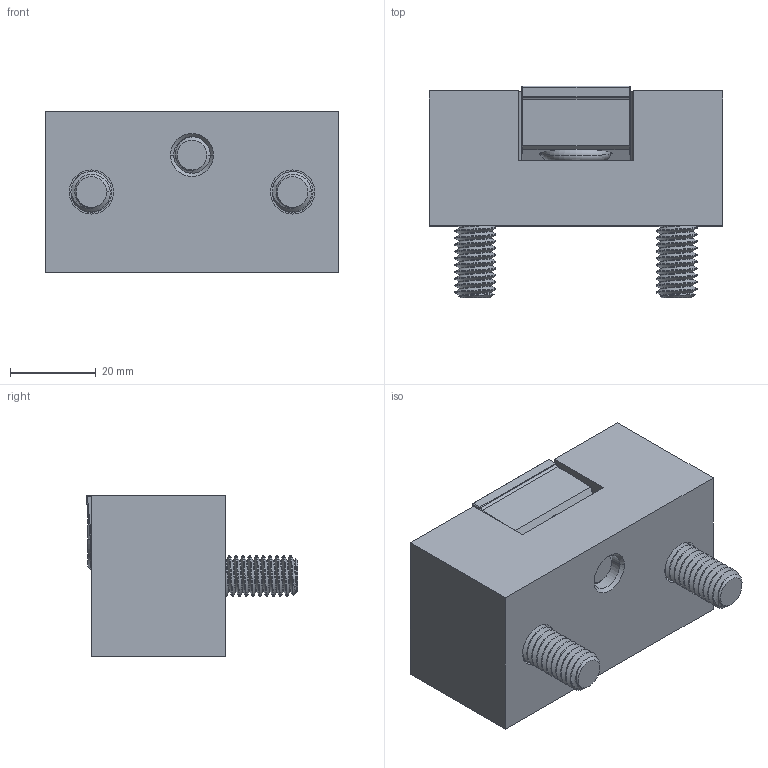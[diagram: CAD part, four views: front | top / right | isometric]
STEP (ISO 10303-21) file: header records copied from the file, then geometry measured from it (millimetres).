
FILE_DESCRIPTION (( 'STEP AP214' ), '1' );
FILE_NAME ('26235.STEP', '2015-03-23T18:33:00', ( '' ), ( '' ), 'SwSTEP 2.0', 'SolidWorks 2015', '' );
FILE_SCHEMA (( 'AUTOMOTIVE_DESIGN' ));
Length unit declared in the file: inch
Products named in the file (6): 26235; 260801_260801; 204 O-RING_204 O-RING; M1020MM SHCS_M1020M SHCS; 262301_262301; 3816112 SHCS_3816112 SHCS
Assembly tree (6 placements, depth 2):
  26235
    260801_260801
    204 O-RING_204 O-RING
    M1020MM SHCS_M1020M SHCS
    262301_262301
    3816112 SHCS_3816112 SHCS  x2
Bounding box: 68.58 x 49.37 x 37.59 mm (x, y, z)
Volume: 75327.6 mm3; surface area: 25524.2 mm2
Topology: 6 solids, 6 shells, 436 faces, 1151 edges, 730 vertices
Faces by surface type: cylinder 290, plane 55, cone 45, bspline 26, torus 16, sphere 4
Entity records: 15140 total; most frequent: CARTESIAN_POINT 8277, ORIENTED_EDGE 1608, DIRECTION 1181, EDGE_CURVE 804, VERTEX_POINT 505, AXIS2_PLACEMENT_3D 450, EDGE_LOOP 325, ADVANCED_FACE 312
